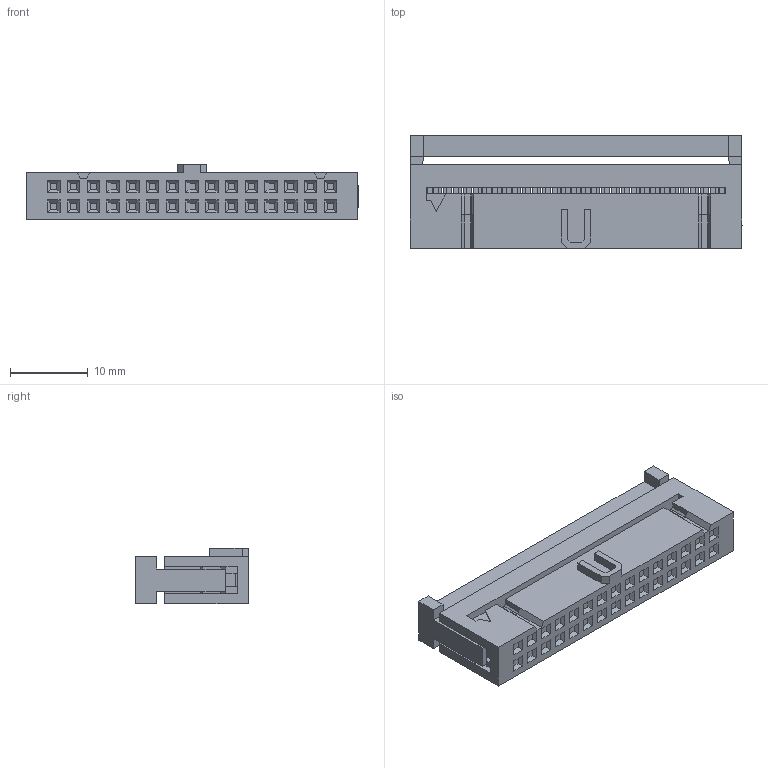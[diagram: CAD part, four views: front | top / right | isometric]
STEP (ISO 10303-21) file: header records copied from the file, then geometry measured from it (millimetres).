
FILE_DESCRIPTION(/* description */ (''),/* implementation_level */ '2;1');
FILE_NAME(/* name */ '100699618ugm000_a.stp',/* time_stamp */ '2016-11-22T11:40:38+01:00',/* author */ (''),/* organization */ (''),/* preprocessor_version */ 'ST-DEVELOPER v16',/* originating_system */ 'SIEMENS PLM Software NX 10.0',/* authorisation */ '');
FILE_SCHEMA (('AUTOMOTIVE_DESIGN { 1 0 10303 214 3 1 1 1 }'));
Length unit declared in the file: millimetre
Products named in the file (1): 100699618ugm000_a
Bounding box: 42.7 x 14.5 x 7.2 mm (x, y, z)
Volume: 2805.1 mm3; surface area: 2806.9 mm2
Topology: 1 solids, 1 shells, 533 faces, 1493 edges, 984 vertices
Faces by surface type: plane 528, cylinder 5
Entity records: 18734 total; most frequent: CARTESIAN_POINT 3047, ORIENTED_EDGE 2986, DIRECTION 2559, EDGE_CURVE 1493, LINE 1471, VECTOR 1471, VERTEX_POINT 984, EDGE_LOOP 687
